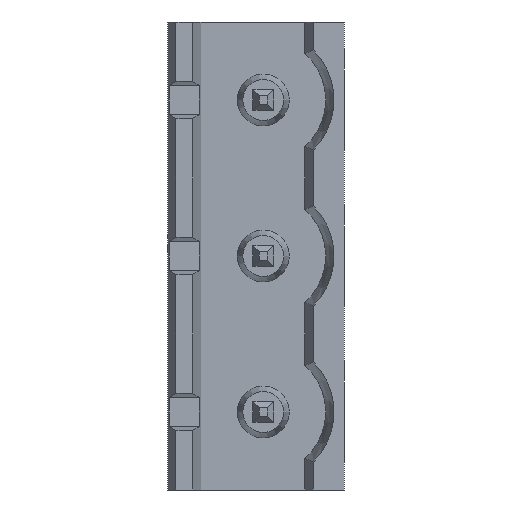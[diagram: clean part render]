
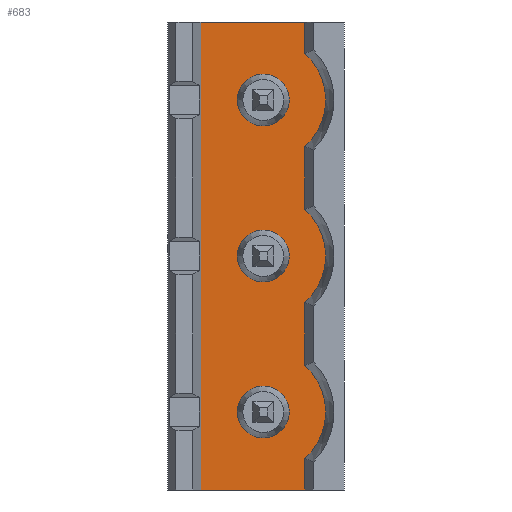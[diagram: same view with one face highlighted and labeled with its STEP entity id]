
A CAD part, left-side view. The second image highlights one B-rep face of the part: STEP entity #683.
In plain terms, the highlighted planar face has unit normal (-1, 0, 0).
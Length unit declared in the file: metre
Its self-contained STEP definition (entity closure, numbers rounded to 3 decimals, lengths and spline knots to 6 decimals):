
#683=ADVANCED_FACE('',(#1380,#1381,#1382,#1383),#1384,.F.);
#1380=FACE_OUTER_BOUND('',#2073,.T.);
#1381=FACE_BOUND('',#2074,.T.);
#1382=FACE_BOUND('',#2075,.T.);
#1383=FACE_BOUND('',#2076,.T.);
#1384=PLANE('',#2077);
#2073=EDGE_LOOP('',(#4100,#4101,#4102,#4103,#4104,#4105,#4106,#4107,#4108,#4109));
#2074=EDGE_LOOP('',(#4110));
#2075=EDGE_LOOP('',(#4111));
#2076=EDGE_LOOP('',(#4112));
#2077=AXIS2_PLACEMENT_3D('',#4113,#4114,#4115);
#4100=ORIENTED_EDGE('',*,*,#4772,.T.);
#4101=ORIENTED_EDGE('',*,*,#4905,.F.);
#4102=ORIENTED_EDGE('',*,*,#4570,.T.);
#4103=ORIENTED_EDGE('',*,*,#4580,.F.);
#4104=ORIENTED_EDGE('',*,*,#4192,.T.);
#4105=ORIENTED_EDGE('',*,*,#4915,.F.);
#4106=ORIENTED_EDGE('',*,*,#4401,.F.);
#4107=ORIENTED_EDGE('',*,*,#4621,.F.);
#4108=ORIENTED_EDGE('',*,*,#4726,.F.);
#4109=ORIENTED_EDGE('',*,*,#4731,.T.);
#4110=ORIENTED_EDGE('',*,*,#4250,.F.);
#4111=ORIENTED_EDGE('',*,*,#4310,.F.);
#4112=ORIENTED_EDGE('',*,*,#4817,.T.);
#4113=CARTESIAN_POINT('',(0.202525,0.26311,-0.00508));
#4114=DIRECTION('',(1.0,0.,0.0));
#4115=DIRECTION('',(0.,-1.0,0.0));
#4192=EDGE_CURVE('',#5035,#5033,#5036,.T.);
#4250=EDGE_CURVE('',#5132,#5132,#5133,.T.);
#4310=EDGE_CURVE('',#5239,#5239,#5240,.T.);
#4401=EDGE_CURVE('',#5384,#5386,#5387,.T.);
#4570=EDGE_CURVE('',#5613,#5614,#5615,.T.);
#4580=EDGE_CURVE('',#5035,#5614,#5626,.T.);
#4621=EDGE_CURVE('',#5684,#5384,#5687,.T.);
#4726=EDGE_CURVE('',#5851,#5684,#5852,.T.);
#4731=EDGE_CURVE('',#5851,#5857,#5859,.T.);
#4772=EDGE_CURVE('',#5857,#5916,#5917,.T.);
#4817=EDGE_CURVE('',#5972,#5972,#5973,.T.);
#4905=EDGE_CURVE('',#5613,#5916,#6069,.T.);
#4915=EDGE_CURVE('',#5386,#5033,#6079,.T.);
#5033=VERTEX_POINT('',#6249);
#5035=VERTEX_POINT('',#6252);
#5036=LINE('',#6253,#6254);
#5132=VERTEX_POINT('',#6397);
#5133=CIRCLE('',#6398,0.00125);
#5239=VERTEX_POINT('',#6557);
#5240=CIRCLE('',#6558,0.00125);
#5384=VERTEX_POINT('',#6772);
#5386=VERTEX_POINT('',#6775);
#5387=LINE('',#6776,#6777);
#5613=VERTEX_POINT('',#7145);
#5614=VERTEX_POINT('',#7146);
#5615=LINE('',#7147,#7148);
#5626=CIRCLE('',#7164,0.003);
#5684=VERTEX_POINT('',#7251);
#5687=LINE('',#7255,#7256);
#5851=VERTEX_POINT('',#7496);
#5852=LINE('',#7497,#7498);
#5857=VERTEX_POINT('',#7504);
#5859=CIRCLE('',#7507,0.003);
#5916=VERTEX_POINT('',#7592);
#5917=LINE('',#7593,#7594);
#5972=VERTEX_POINT('',#7679);
#5973=CIRCLE('',#7680,0.00125);
#6069=CIRCLE('',#7812,0.003);
#6079=LINE('',#7824,#7825);
#6249=CARTESIAN_POINT('',(0.202525,0.25811,0.04693));
#6252=CARTESIAN_POINT('',(0.202525,0.25811,0.045416));
#6253=CARTESIAN_POINT('',(0.202525,0.25811,-0.015241));
#6254=VECTOR('',#7884,1.0);
#6397=CARTESIAN_POINT('',(0.202525,0.25886,0.04318));
#6398=AXIS2_PLACEMENT_3D('',#7932,#7933,#7934);
#6557=CARTESIAN_POINT('',(0.202525,0.25886,0.03568));
#6558=AXIS2_PLACEMENT_3D('',#7988,#7989,#7990);
#6772=CARTESIAN_POINT('',(0.202525,0.26311,0.02443));
#6775=CARTESIAN_POINT('',(0.202525,0.26311,0.04693));
#6776=CARTESIAN_POINT('',(0.202525,0.26311,-0.00508));
#6777=VECTOR('',#8065,1.0);
#7145=CARTESIAN_POINT('',(0.202525,0.25811,0.037916));
#7146=CARTESIAN_POINT('',(0.202525,0.25811,0.040944));
#7147=CARTESIAN_POINT('',(0.202525,0.25811,-0.020321));
#7148=VECTOR('',#8179,1.0);
#7164=AXIS2_PLACEMENT_3D('',#8188,#8189,#8190);
#7251=CARTESIAN_POINT('',(0.202525,0.25811,0.02443));
#7255=CARTESIAN_POINT('',(0.202525,0.26481,0.02443));
#7256=VECTOR('',#8224,1.0);
#7496=CARTESIAN_POINT('',(0.202525,0.25811,0.025944));
#7497=CARTESIAN_POINT('',(0.202525,0.25811,0.086601));
#7498=VECTOR('',#8322,1.0);
#7504=CARTESIAN_POINT('',(0.202525,0.25811,0.030416));
#7507=AXIS2_PLACEMENT_3D('',#8328,#8329,#8330);
#7592=CARTESIAN_POINT('',(0.202525,0.25811,0.033444));
#7593=CARTESIAN_POINT('',(0.202525,0.25811,-0.022741));
#7594=VECTOR('',#8368,1.0);
#7679=CARTESIAN_POINT('',(0.202525,0.25886,0.02818));
#7680=AXIS2_PLACEMENT_3D('',#8399,#8400,#8401);
#7812=AXIS2_PLACEMENT_3D('',#8441,#8442,#8443);
#7824=CARTESIAN_POINT('',(0.202525,0.26481,0.04693));
#7825=VECTOR('',#8446,1.0);
#7884=DIRECTION('',(0.0,0.0,1.0));
#7932=CARTESIAN_POINT('',(0.202525,0.26011,0.04318));
#7933=DIRECTION('',(-1.0,0.,0.0));
#7934=DIRECTION('',(0.,-1.0,0.0));
#7988=CARTESIAN_POINT('',(0.202525,0.26011,0.03568));
#7989=DIRECTION('',(-1.0,0.,0.0));
#7990=DIRECTION('',(0.,-1.0,0.0));
#8065=DIRECTION('',(-0.0,0.0,1.0));
#8179=DIRECTION('',(0.0,0.0,1.0));
#8188=CARTESIAN_POINT('',(0.202525,0.26011,0.04318));
#8189=DIRECTION('',(1.0,0.,-0.0));
#8190=DIRECTION('',(0.,-1.0,0.0));
#8224=DIRECTION('',(0.,1.0,0.0));
#8322=DIRECTION('',(0.0,0.0,-1.0));
#8328=CARTESIAN_POINT('',(0.202525,0.26011,0.02818));
#8329=DIRECTION('',(-1.0,0.,0.0));
#8330=DIRECTION('',(0.,-1.0,0.0));
#8368=DIRECTION('',(0.0,0.0,1.0));
#8399=CARTESIAN_POINT('',(0.202525,0.26011,0.02818));
#8400=DIRECTION('',(1.0,0.,-0.0));
#8401=DIRECTION('',(0.,-1.0,0.0));
#8441=CARTESIAN_POINT('',(0.202525,0.26011,0.03568));
#8442=DIRECTION('',(1.0,0.,-0.0));
#8443=DIRECTION('',(0.,-1.0,0.0));
#8446=DIRECTION('',(0.,-1.0,0.0));
